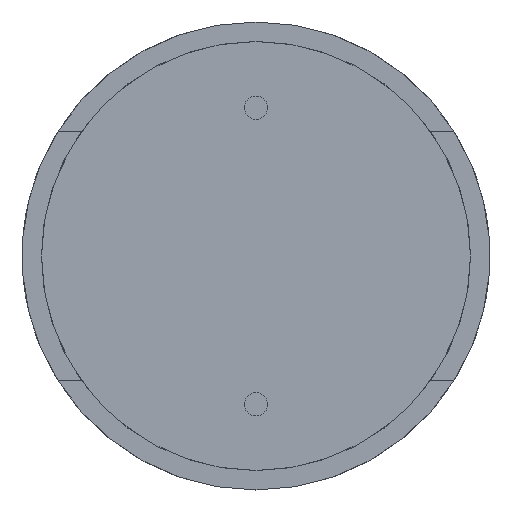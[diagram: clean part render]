
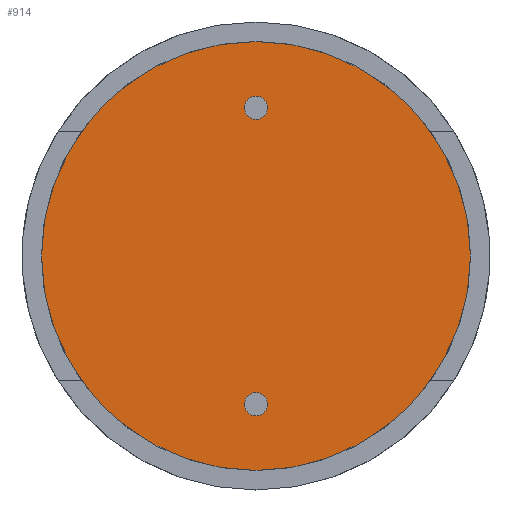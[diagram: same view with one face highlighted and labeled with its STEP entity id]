
A CAD part, front view. The second image highlights one B-rep face of the part: STEP entity #914.
In plain terms, the highlighted planar face has unit normal (0, -1, 0).
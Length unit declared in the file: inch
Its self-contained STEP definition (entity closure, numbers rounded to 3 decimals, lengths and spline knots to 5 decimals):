
#8 = CARTESIAN_POINT ( 'NONE',  ( 0., -0.27559, -0.14961 ) ) ;
#12 = CIRCLE ( 'NONE', #140, 0.21654 ) ;
#28 = AXIS2_PLACEMENT_3D ( 'NONE', #388, #305, #901 ) ;
#32 = DIRECTION ( 'NONE',  ( 0., 1., 0. ) ) ;
#64 = AXIS2_PLACEMENT_3D ( 'NONE', #749, #148, #887 ) ;
#71 = PLANE ( 'NONE',  #223 ) ;
#77 = DIRECTION ( 'NONE',  ( 1., 0., 0. ) ) ;
#100 = CARTESIAN_POINT ( 'NONE',  ( -0.01181, -0.27559, 0.14961 ) ) ;
#105 = EDGE_CURVE ( 'NONE', #401, #904, #12, .T. ) ;
#115 = CIRCLE ( 'NONE', #362, 0.01181 ) ;
#125 = ORIENTED_EDGE ( 'NONE', *, *, #923, .T. ) ;
#140 = AXIS2_PLACEMENT_3D ( 'NONE', #910, #32, #404 ) ;
#147 = FACE_OUTER_BOUND ( 'NONE', #491, .T. ) ;
#148 = DIRECTION ( 'NONE',  ( 0., 1., 0. ) ) ;
#187 = EDGE_LOOP ( 'NONE', ( #763, #125 ) ) ;
#191 = CIRCLE ( 'NONE', #391, 0.01181 ) ;
#194 = VERTEX_POINT ( 'NONE', #848 ) ;
#223 = AXIS2_PLACEMENT_3D ( 'NONE', #738, #603, #77 ) ;
#254 = DIRECTION ( 'NONE',  ( 0., 1., 0. ) ) ;
#296 = CARTESIAN_POINT ( 'NONE',  ( -0.01181, -0.27559, -0.14961 ) ) ;
#304 = DIRECTION ( 'NONE',  ( -1., 0., 0. ) ) ;
#305 = DIRECTION ( 'NONE',  ( 0., 1., 0. ) ) ;
#308 = DIRECTION ( 'NONE',  ( 0., 1., 0. ) ) ;
#348 = EDGE_CURVE ( 'NONE', #422, #467, #866, .T. ) ;
#362 = AXIS2_PLACEMENT_3D ( 'NONE', #8, #308, #304 ) ;
#380 = ORIENTED_EDGE ( 'NONE', *, *, #652, .F. ) ;
#382 = CARTESIAN_POINT ( 'NONE',  ( 0., -0.27559, 0.21654 ) ) ;
#388 = CARTESIAN_POINT ( 'NONE',  ( 0., -0.27559, 0.14961 ) ) ;
#391 = AXIS2_PLACEMENT_3D ( 'NONE', #473, #769, #394 ) ;
#394 = DIRECTION ( 'NONE',  ( -1., 0., 0. ) ) ;
#401 = VERTEX_POINT ( 'NONE', #382 ) ;
#404 = DIRECTION ( 'NONE',  ( -1., 0., 0. ) ) ;
#422 = VERTEX_POINT ( 'NONE', #100 ) ;
#467 = VERTEX_POINT ( 'NONE', #704 ) ;
#473 = CARTESIAN_POINT ( 'NONE',  ( 0., -0.27559, -0.14961 ) ) ;
#491 = EDGE_LOOP ( 'NONE', ( #380, #917 ) ) ;
#529 = FACE_BOUND ( 'NONE', #786, .T. ) ;
#539 = FACE_BOUND ( 'NONE', #187, .T. ) ;
#541 = ORIENTED_EDGE ( 'NONE', *, *, #348, .T. ) ;
#603 = DIRECTION ( 'NONE',  ( 0., -1., 0. ) ) ;
#606 = CIRCLE ( 'NONE', #808, 0.01181 ) ;
#652 = EDGE_CURVE ( 'NONE', #904, #401, #868, .T. ) ;
#704 = CARTESIAN_POINT ( 'NONE',  ( 0.01181, -0.27559, 0.14961 ) ) ;
#723 = ORIENTED_EDGE ( 'NONE', *, *, #755, .T. ) ;
#738 = CARTESIAN_POINT ( 'NONE',  ( 0., -0.27559, 0. ) ) ;
#749 = CARTESIAN_POINT ( 'NONE',  ( 0., -0.27559, 0. ) ) ;
#755 = EDGE_CURVE ( 'NONE', #467, #422, #606, .T. ) ;
#760 = DIRECTION ( 'NONE',  ( -1., 0., 0. ) ) ;
#763 = ORIENTED_EDGE ( 'NONE', *, *, #812, .T. ) ;
#769 = DIRECTION ( 'NONE',  ( 0., 1., 0. ) ) ;
#786 = EDGE_LOOP ( 'NONE', ( #541, #723 ) ) ;
#808 = AXIS2_PLACEMENT_3D ( 'NONE', #841, #254, #760 ) ;
#812 = EDGE_CURVE ( 'NONE', #911, #194, #191, .T. ) ;
#841 = CARTESIAN_POINT ( 'NONE',  ( 0., -0.27559, 0.14961 ) ) ;
#848 = CARTESIAN_POINT ( 'NONE',  ( 0.01181, -0.27559, -0.14961 ) ) ;
#866 = CIRCLE ( 'NONE', #28, 0.01181 ) ;
#868 = CIRCLE ( 'NONE', #64, 0.21654 ) ;
#887 = DIRECTION ( 'NONE',  ( -1., 0., 0. ) ) ;
#901 = DIRECTION ( 'NONE',  ( -1., 0., 0. ) ) ;
#904 = VERTEX_POINT ( 'NONE', #905 ) ;
#905 = CARTESIAN_POINT ( 'NONE',  ( 0., -0.27559, -0.21654 ) ) ;
#910 = CARTESIAN_POINT ( 'NONE',  ( 0., -0.27559, 0. ) ) ;
#911 = VERTEX_POINT ( 'NONE', #296 ) ;
#914 = ADVANCED_FACE ( 'NONE', ( #147, #529, #539 ), #71, .T. ) ;
#917 = ORIENTED_EDGE ( 'NONE', *, *, #105, .F. ) ;
#923 = EDGE_CURVE ( 'NONE', #194, #911, #115, .T. ) ;
